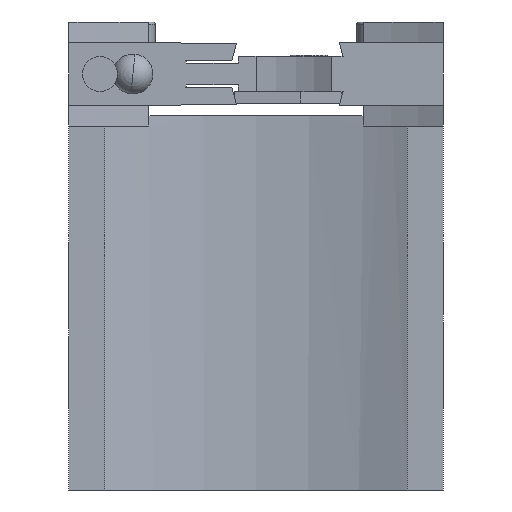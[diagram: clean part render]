
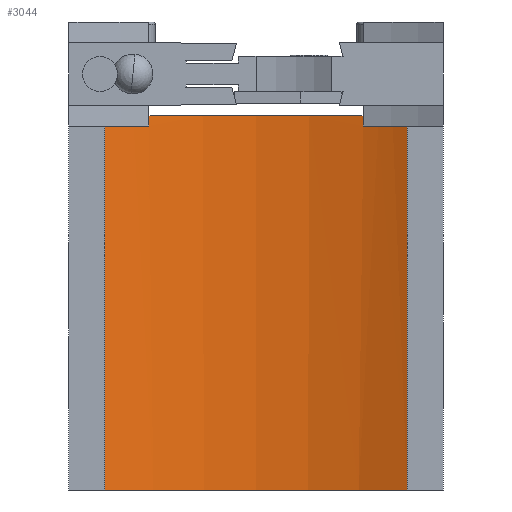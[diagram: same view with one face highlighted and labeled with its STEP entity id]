
A CAD part, left-side view. The second image highlights one B-rep face of the part: STEP entity #3044.
In plain terms, the highlighted cylindrical face has radius 100 mm (diameter 200 mm), a partial arc.
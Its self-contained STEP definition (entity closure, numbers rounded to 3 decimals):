
#190=DIRECTION('',(0.,0.,1.));
#191=VECTOR('',#190,105.);
#192=CARTESIAN_POINT('',(-30.,-43.589,-85.));
#193=LINE('',#192,#191);
#198=CARTESIAN_POINT('',(-120.,0.,20.));
#199=DIRECTION('',(0.,0.,-1.));
#200=DIRECTION('',(0.9,0.436,0.));
#201=AXIS2_PLACEMENT_3D('',#198,#199,#200);
#203=DIRECTION('',(0.,0.,-1.));
#204=VECTOR('',#203,2.5);
#205=CARTESIAN_POINT('',(-24.926,31.,22.5));
#206=LINE('',#205,#204);
#207=DIRECTION('',(0.,0.,-1.));
#208=VECTOR('',#207,2.5);
#209=CARTESIAN_POINT('',(-24.926,-31.,22.5));
#210=LINE('',#209,#208);
#211=CARTESIAN_POINT('',(-120.,0.,20.));
#212=DIRECTION('',(0.,0.,-1.));
#213=DIRECTION('',(0.951,-0.31,0.));
#214=AXIS2_PLACEMENT_3D('',#211,#212,#213);
#228=DIRECTION('',(0.,0.,-1.));
#229=VECTOR('',#228,105.);
#230=CARTESIAN_POINT('',(-30.,43.589,20.));
#231=LINE('',#230,#229);
#260=CARTESIAN_POINT('',(-120.,0.,-85.));
#261=DIRECTION('',(0.,0.,-1.));
#262=DIRECTION('',(0.9,0.436,0.));
#263=AXIS2_PLACEMENT_3D('',#260,#261,#262);
#546=CARTESIAN_POINT('',(-24.926,31.,22.5));
#547=CARTESIAN_POINT('',(-24.872,30.833,22.667));
#548=CARTESIAN_POINT('',(-24.818,30.667,22.833));
#549=CARTESIAN_POINT('',(-24.765,30.5,23.));
#551=CARTESIAN_POINT('',(-120.,0.,23.));
#552=DIRECTION('',(0.,0.,-1.));
#553=DIRECTION('',(0.952,0.305,0.));
#554=AXIS2_PLACEMENT_3D('',#551,#552,#553);
#564=CARTESIAN_POINT('',(-24.765,-30.5,23.));
#565=CARTESIAN_POINT('',(-24.818,-30.667,22.833));
#566=CARTESIAN_POINT('',(-24.872,-30.833,22.667));
#567=CARTESIAN_POINT('',(-24.926,-31.,22.5));
#2199=CARTESIAN_POINT('',(-24.765,30.5,23.));
#2200=CARTESIAN_POINT('',(-24.765,-30.5,23.));
#2201=VERTEX_POINT('',#2199);
#2202=VERTEX_POINT('',#2200);
#2203=CARTESIAN_POINT('',(-30.,43.589,-85.));
#2204=CARTESIAN_POINT('',(-30.,-43.589,-85.));
#2205=VERTEX_POINT('',#2203);
#2206=VERTEX_POINT('',#2204);
#2484=CARTESIAN_POINT('',(-30.,-43.589,20.));
#2486=VERTEX_POINT('',#2484);
#2487=CARTESIAN_POINT('',(-30.,43.589,20.));
#2489=VERTEX_POINT('',#2487);
#2492=CARTESIAN_POINT('',(-24.926,-31.,22.5));
#2494=VERTEX_POINT('',#2492);
#2496=CARTESIAN_POINT('',(-24.926,31.,22.5));
#2498=VERTEX_POINT('',#2496);
#2499=CARTESIAN_POINT('',(-24.926,31.,20.));
#2500=VERTEX_POINT('',#2499);
#2501=CARTESIAN_POINT('',(-24.926,-31.,20.));
#2502=VERTEX_POINT('',#2501);
#3019=CARTESIAN_POINT('',(-120.,0.,-85.));
#3020=DIRECTION('',(0.,0.,-1.));
#3021=DIRECTION('',(0.,-1.,0.));
#3022=AXIS2_PLACEMENT_3D('',#3019,#3020,#3021);
#3023=CYLINDRICAL_SURFACE('',#3022,100.);
#3025=ORIENTED_EDGE('',*,*,#3024,.T.);
#3027=ORIENTED_EDGE('',*,*,#3026,.F.);
#3029=ORIENTED_EDGE('',*,*,#3028,.T.);
#3031=ORIENTED_EDGE('',*,*,#3030,.T.);
#3033=ORIENTED_EDGE('',*,*,#3032,.T.);
#3035=ORIENTED_EDGE('',*,*,#3034,.T.);
#3036=ORIENTED_EDGE('',*,*,#3009,.T.);
#3037=ORIENTED_EDGE('',*,*,#2998,.F.);
#3039=ORIENTED_EDGE('',*,*,#3038,.F.);
#3041=ORIENTED_EDGE('',*,*,#3040,.F.);
#3042=EDGE_LOOP('',(#3025,#3027,#3029,#3031,#3033,#3035,#3036,#3037,#3039,
#3041));
#3043=FACE_OUTER_BOUND('',#3042,.F.);
#3044=ADVANCED_FACE('',(#3043),#3023,.F.);
#202=CIRCLE('',#201,100.);
#215=CIRCLE('',#214,100.);
#264=CIRCLE('',#263,100.);
#550=B_SPLINE_CURVE_WITH_KNOTS('',3,(#546,#547,#548,#549),.UNSPECIFIED.,.F.,.F.,
(4,4),(0.,1.),.UNSPECIFIED.);
#555=CIRCLE('',#554,100.);
#568=B_SPLINE_CURVE_WITH_KNOTS('',3,(#564,#565,#566,#567),.UNSPECIFIED.,.F.,.F.,
(4,4),(0.,1.),.UNSPECIFIED.);
#2998=EDGE_CURVE('',#2206,#2486,#193,.T.);
#3009=EDGE_CURVE('',#2502,#2486,#215,.T.);
#3024=EDGE_CURVE('',#2489,#2500,#202,.T.);
#3026=EDGE_CURVE('',#2498,#2500,#206,.T.);
#3028=EDGE_CURVE('',#2498,#2201,#550,.T.);
#3030=EDGE_CURVE('',#2201,#2202,#555,.T.);
#3032=EDGE_CURVE('',#2202,#2494,#568,.T.);
#3034=EDGE_CURVE('',#2494,#2502,#210,.T.);
#3038=EDGE_CURVE('',#2205,#2206,#264,.T.);
#3040=EDGE_CURVE('',#2489,#2205,#231,.T.);
